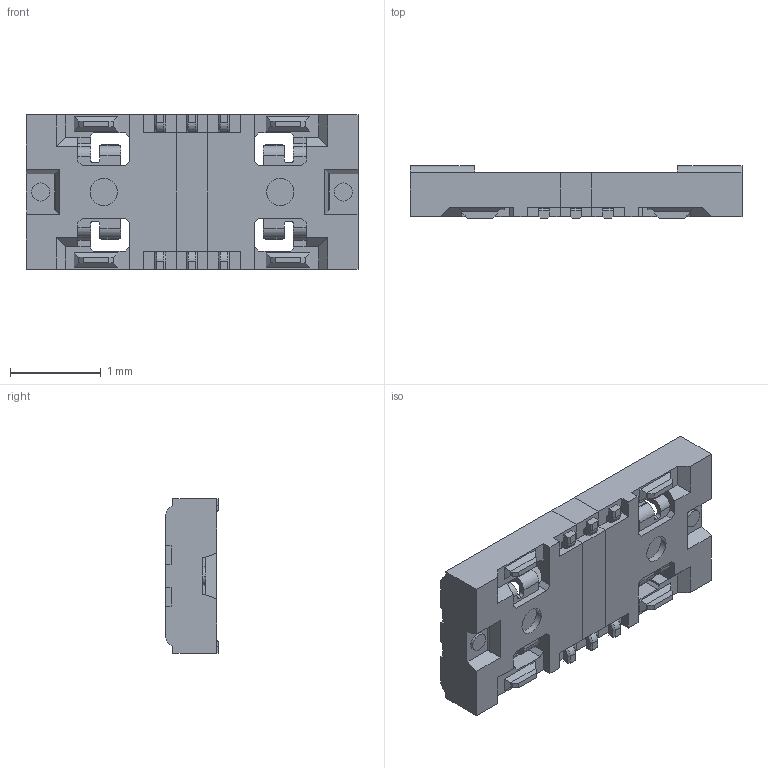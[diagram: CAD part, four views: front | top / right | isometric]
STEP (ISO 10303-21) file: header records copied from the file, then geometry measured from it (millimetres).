
FILE_DESCRIPTION((''),'2;1');
FILE_NAME('103R_6PIN_ASM','2020-10-29T',('FSA08'),(''),'CREO PARAMETRIC BY PTC INC, 2014500','CREO PARAMETRIC BY PTC INC, 2014500','');
FILE_SCHEMA(('AUTOMOTIVE_DESIGN { 1 0 10303 214 1 1 1 1 }'));
Length unit declared in the file: millimetre
Products named in the file (3): 103R_R; 103RM; 103R_6PIN_ASM
Assembly tree (3 placements, depth 2):
  103R_6PIN_ASM
    103R_R  x2
    103RM
Bounding box: 3.65 x 0.58 x 1.7 mm (x, y, z)
Volume: 2 mm3; surface area: 26.2 mm2
Topology: 3 solids, 3 shells, 659 faces, 1862 edges, 1214 vertices
Faces by surface type: plane 412, cylinder 154, bspline 57, cone 36
Entity records: 25002 total; most frequent: CARTESIAN_POINT 12673, ORIENTED_EDGE 2136, DIRECTION 1778, EDGE_CURVE 1068, VECTOR 712, LINE 712, VERTEX_POINT 696, AXIS2_PLACEMENT_3D 533
